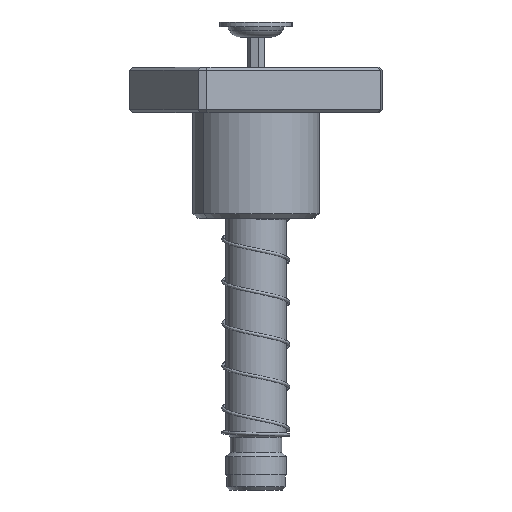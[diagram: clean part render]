
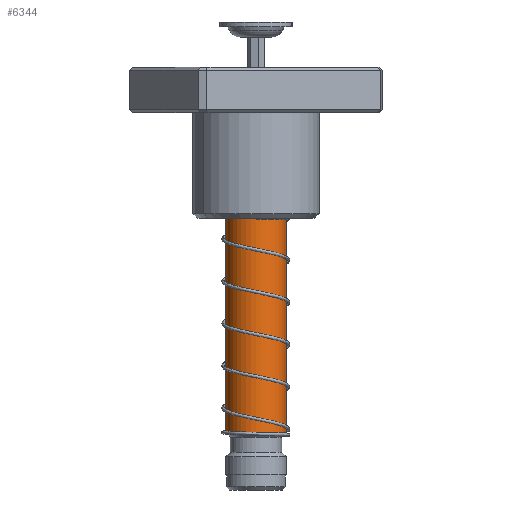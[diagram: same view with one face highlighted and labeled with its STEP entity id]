
A CAD part, front view. The second image highlights one B-rep face of the part: STEP entity #6344.
In plain terms, the highlighted cylindrical face has radius 10 mm (diameter 20 mm), a partial arc.
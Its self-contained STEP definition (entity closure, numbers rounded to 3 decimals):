
#1471 = LINE ( 'NONE', #9004, #21065 ) ;
#1523 = CARTESIAN_POINT ( 'NONE',  ( 0., 0., 137.5 ) ) ;
#2098 = AXIS2_PLACEMENT_3D ( 'NONE', #1523, #15869, #19999 ) ;
#4002 = DIRECTION ( 'NONE',  ( 0., 0., -1. ) ) ;
#4601 = VERTEX_POINT ( 'NONE', #11956 ) ;
#4714 = AXIS2_PLACEMENT_3D ( 'NONE', #5974, #4002, #20458 ) ;
#4814 = DIRECTION ( 'NONE',  ( -1., 0., 0. ) ) ;
#5974 = CARTESIAN_POINT ( 'NONE',  ( 0., 0., 140. ) ) ;
#6344 = ADVANCED_FACE ( 'NONE', ( #18738 ), #22588, .T. ) ;
#7238 = AXIS2_PLACEMENT_3D ( 'NONE', #11209, #10947, #4814 ) ;
#8967 = CARTESIAN_POINT ( 'NONE',  ( -10., 0., 137.5 ) ) ;
#9004 = CARTESIAN_POINT ( 'NONE',  ( 10., 0., 140. ) ) ;
#10175 = EDGE_LOOP ( 'NONE', ( #23349, #14700, #15917, #13623 ) ) ;
#10947 = DIRECTION ( 'NONE',  ( 0., 0., -1. ) ) ;
#11114 = DIRECTION ( 'NONE',  ( 0., 0., -1. ) ) ;
#11209 = CARTESIAN_POINT ( 'NONE',  ( 0., 0., 19. ) ) ;
#11956 = CARTESIAN_POINT ( 'NONE',  ( 10., 0., 19. ) ) ;
#13563 = EDGE_CURVE ( 'NONE', #23090, #16107, #13721, .T. ) ;
#13623 = ORIENTED_EDGE ( 'NONE', *, *, #24578, .F. ) ;
#13721 = LINE ( 'NONE', #16836, #15686 ) ;
#14700 = ORIENTED_EDGE ( 'NONE', *, *, #25633, .T. ) ;
#15686 = VECTOR ( 'NONE', #11114, 1000. ) ;
#15869 = DIRECTION ( 'NONE',  ( 0., 0., -1. ) ) ;
#15917 = ORIENTED_EDGE ( 'NONE', *, *, #13563, .T. ) ;
#16107 = VERTEX_POINT ( 'NONE', #22529 ) ;
#16635 = EDGE_CURVE ( 'NONE', #18409, #4601, #1471, .T. ) ;
#16836 = CARTESIAN_POINT ( 'NONE',  ( -10., 0., 140. ) ) ;
#17687 = CARTESIAN_POINT ( 'NONE',  ( 10., 0., 137.5 ) ) ;
#18409 = VERTEX_POINT ( 'NONE', #17687 ) ;
#18738 = FACE_OUTER_BOUND ( 'NONE', #10175, .T. ) ;
#19410 = DIRECTION ( 'NONE',  ( 0., 0., -1. ) ) ;
#19999 = DIRECTION ( 'NONE',  ( 1., 0., 0. ) ) ;
#20458 = DIRECTION ( 'NONE',  ( -1., 0., 0. ) ) ;
#21065 = VECTOR ( 'NONE', #19410, 1000. ) ;
#22529 = CARTESIAN_POINT ( 'NONE',  ( -10., 0., 19. ) ) ;
#22588 = CYLINDRICAL_SURFACE ( 'NONE', #4714, 10. ) ;
#23090 = VERTEX_POINT ( 'NONE', #8967 ) ;
#23349 = ORIENTED_EDGE ( 'NONE', *, *, #16635, .F. ) ;
#23896 = CIRCLE ( 'NONE', #7238, 10. ) ;
#24171 = CIRCLE ( 'NONE', #2098, 10. ) ;
#24578 = EDGE_CURVE ( 'NONE', #4601, #16107, #23896, .T. ) ;
#25633 = EDGE_CURVE ( 'NONE', #18409, #23090, #24171, .T. ) ;
